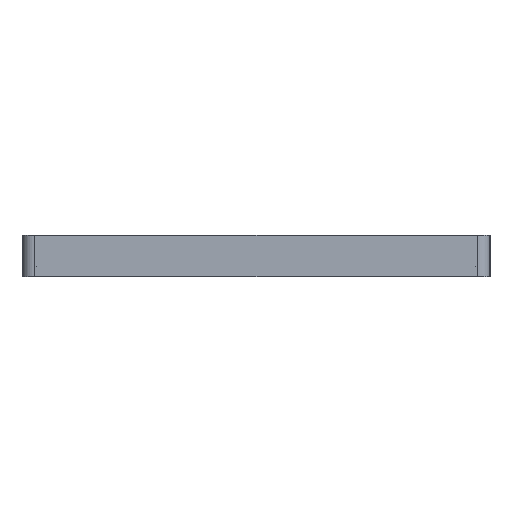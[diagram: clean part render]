
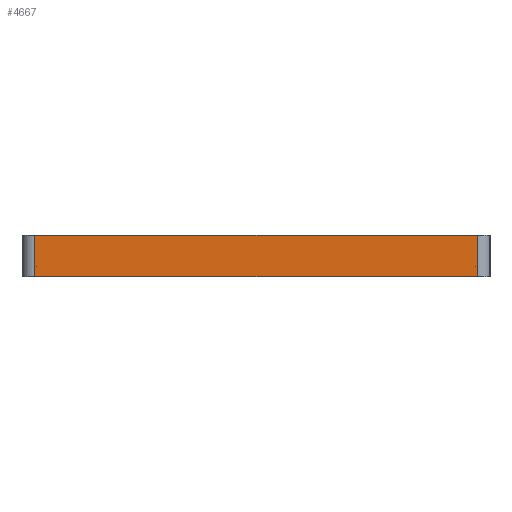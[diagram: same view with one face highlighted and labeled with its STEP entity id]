
A CAD part, left-side view. The second image highlights one B-rep face of the part: STEP entity #4667.
In plain terms, the highlighted planar face has unit normal (-1, 0, 0).
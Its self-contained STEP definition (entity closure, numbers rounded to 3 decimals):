
#643=FACE_OUTER_BOUND('',#914,.T.);
#914=EDGE_LOOP('',(#4129,#4130,#4131,#4132));
#1341=LINE('',#8739,#1771);
#1343=LINE('',#8745,#1773);
#1344=LINE('',#8747,#1774);
#1345=LINE('',#8748,#1775);
#1771=VECTOR('',#5491,10.);
#1773=VECTOR('',#5497,10.);
#1774=VECTOR('',#5498,10.);
#1775=VECTOR('',#5499,10.);
#2224=VERTEX_POINT('',#8736);
#2225=VERTEX_POINT('',#8738);
#2227=VERTEX_POINT('',#8744);
#2228=VERTEX_POINT('',#8746);
#2870=EDGE_CURVE('',#2224,#2225,#1341,.T.);
#2873=EDGE_CURVE('',#2227,#2224,#1343,.T.);
#2874=EDGE_CURVE('',#2228,#2227,#1344,.T.);
#2875=EDGE_CURVE('',#2225,#2228,#1345,.T.);
#4129=ORIENTED_EDGE('',*,*,#2870,.F.);
#4130=ORIENTED_EDGE('',*,*,#2873,.F.);
#4131=ORIENTED_EDGE('',*,*,#2874,.F.);
#4132=ORIENTED_EDGE('',*,*,#2875,.F.);
#4432=PLANE('',#4830);
#4667=ADVANCED_FACE('',(#643),#4432,.T.);
#4830=AXIS2_PLACEMENT_3D('',#8743,#5495,#5496);
#5491=DIRECTION('',(0.,0.,-1.));
#5495=DIRECTION('center_axis',(-1.,0.,0.));
#5496=DIRECTION('ref_axis',(0.,-1.,0.));
#5497=DIRECTION('',(0.,-1.,0.));
#5498=DIRECTION('',(0.,0.,1.));
#5499=DIRECTION('',(0.,1.,0.));
#8736=CARTESIAN_POINT('',(-90.232,-83.721,13.));
#8738=CARTESIAN_POINT('',(-90.232,-83.721,0.));
#8739=CARTESIAN_POINT('',(-90.232,-83.721,0.));
#8743=CARTESIAN_POINT('Origin',(-90.232,59.679,0.));
#8744=CARTESIAN_POINT('',(-90.232,55.679,13.));
#8745=CARTESIAN_POINT('',(-90.232,-87.721,13.));
#8746=CARTESIAN_POINT('',(-90.232,55.679,0.));
#8747=CARTESIAN_POINT('',(-90.232,55.679,0.));
#8748=CARTESIAN_POINT('',(-90.232,-87.721,0.));
